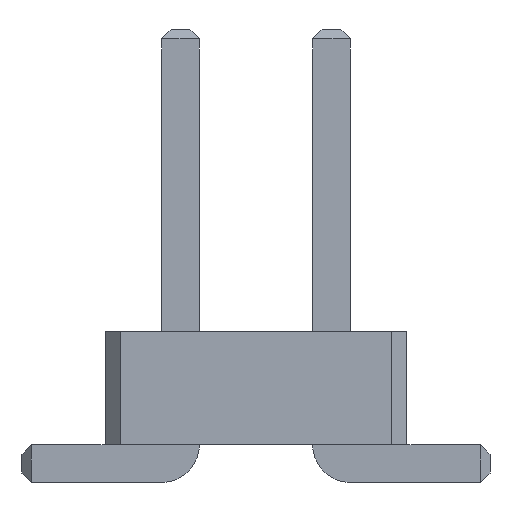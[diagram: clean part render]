
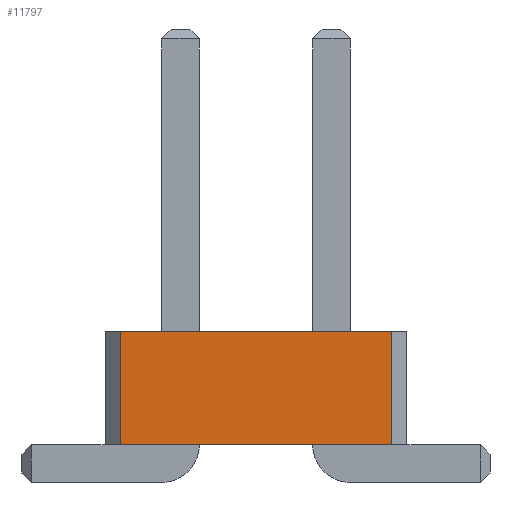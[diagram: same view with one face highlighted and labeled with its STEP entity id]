
A CAD part, front view. The second image highlights one B-rep face of the part: STEP entity #11797.
In plain terms, the highlighted planar face has unit normal (0, -1, 0).
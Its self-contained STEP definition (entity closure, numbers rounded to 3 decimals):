
#2150 = VERTEX_POINT('',#2151);
#2151 = CARTESIAN_POINT('',(1.8,-28.,0.5));
#2157 = EDGE_CURVE('',#2158,#2150,#2160,.T.);
#2158 = VERTEX_POINT('',#2159);
#2159 = CARTESIAN_POINT('',(-1.8,-28.,0.5));
#2160 = LINE('',#2161,#2162);
#2161 = CARTESIAN_POINT('',(-1.8,-28.,0.5));
#2162 = VECTOR('',#2163,1.);
#2163 = DIRECTION('',(1.,0.,0.));
#4830 = VERTEX_POINT('',#4831);
#4831 = CARTESIAN_POINT('',(1.8,-28.,2.));
#4837 = EDGE_CURVE('',#4838,#4830,#4840,.T.);
#4838 = VERTEX_POINT('',#4839);
#4839 = CARTESIAN_POINT('',(-1.8,-28.,2.));
#4840 = LINE('',#4841,#4842);
#4841 = CARTESIAN_POINT('',(-1.8,-28.,2.));
#4842 = VECTOR('',#4843,1.);
#4843 = DIRECTION('',(1.,0.,0.));
#11786 = EDGE_CURVE('',#2158,#4838,#11787,.T.);
#11787 = LINE('',#11788,#11789);
#11788 = CARTESIAN_POINT('',(-1.8,-28.,0.5));
#11789 = VECTOR('',#11790,1.);
#11790 = DIRECTION('',(0.,0.,1.));
#11797 = ADVANCED_FACE('',(#11798),#11809,.F.);
#11798 = FACE_BOUND('',#11799,.F.);
#11799 = EDGE_LOOP('',(#11800,#11801,#11802,#11808));
#11800 = ORIENTED_EDGE('',*,*,#11786,.T.);
#11801 = ORIENTED_EDGE('',*,*,#4837,.T.);
#11802 = ORIENTED_EDGE('',*,*,#11803,.F.);
#11803 = EDGE_CURVE('',#2150,#4830,#11804,.T.);
#11804 = LINE('',#11805,#11806);
#11805 = CARTESIAN_POINT('',(1.8,-28.,0.5));
#11806 = VECTOR('',#11807,1.);
#11807 = DIRECTION('',(0.,0.,1.));
#11808 = ORIENTED_EDGE('',*,*,#2157,.F.);
#11809 = PLANE('',#11810);
#11810 = AXIS2_PLACEMENT_3D('',#11811,#11812,#11813);
#11811 = CARTESIAN_POINT('',(-1.8,-28.,0.5));
#11812 = DIRECTION('',(0.,1.,0.));
#11813 = DIRECTION('',(1.,0.,0.));
